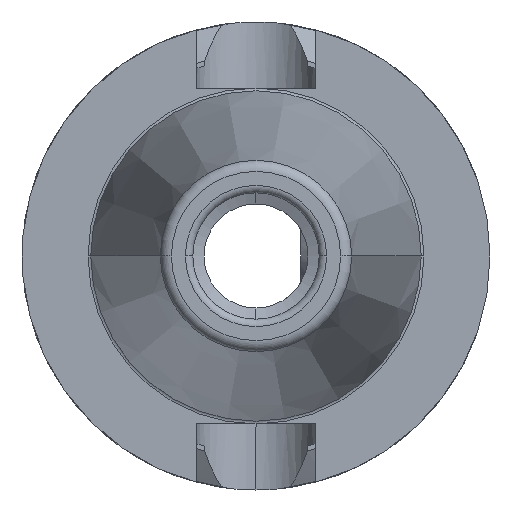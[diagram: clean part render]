
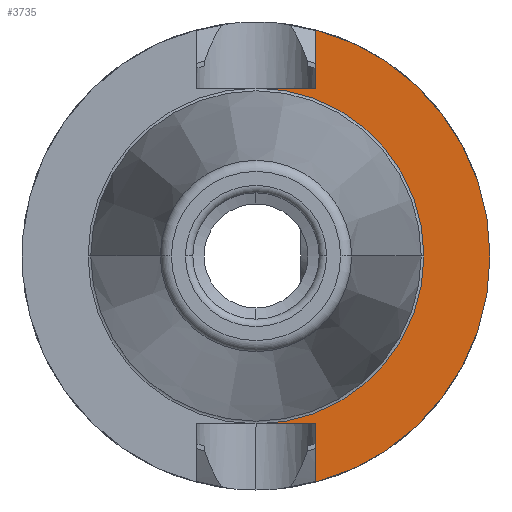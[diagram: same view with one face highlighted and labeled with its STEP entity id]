
A CAD part, left-side view. The second image highlights one B-rep face of the part: STEP entity #3735.
In plain terms, the highlighted planar face has unit normal (-1, 0, 0).
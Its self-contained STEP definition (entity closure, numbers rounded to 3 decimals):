
#66 = CIRCLE ( 'NONE', #1770, 22.6 ) ;
#156 = DIRECTION ( 'NONE',  ( -1., 0., 0. ) ) ;
#172 = DIRECTION ( 'NONE',  ( 0., -1., 0. ) ) ;
#263 = CARTESIAN_POINT ( 'NONE',  ( 67.4, 22.6, 0. ) ) ;
#459 = DIRECTION ( 'NONE',  ( 0., 0., 1. ) ) ;
#477 = DIRECTION ( 'NONE',  ( 0., -1., 0. ) ) ;
#487 = VECTOR ( 'NONE', #1152, 1000. ) ;
#492 = CIRCLE ( 'NONE', #2030, 22.6 ) ;
#495 = VECTOR ( 'NONE', #1137, 1000. ) ;
#506 = LINE ( 'NONE', #3746, #495 ) ;
#510 = VECTOR ( 'NONE', #459, 1000. ) ;
#516 = CIRCLE ( 'NONE', #2031, 31.5 ) ;
#518 = LINE ( 'NONE', #1842, #510 ) ;
#520 = LINE ( 'NONE', #4057, #535 ) ;
#529 = LINE ( 'NONE', #4363, #487 ) ;
#535 = VECTOR ( 'NONE', #477, 1000. ) ;
#627 = CARTESIAN_POINT ( 'NONE',  ( 67.4, -8.05, 22.6 ) ) ;
#644 = FACE_OUTER_BOUND ( 'NONE', #2865, .T. ) ;
#675 = CIRCLE ( 'NONE', #2076, 31.5 ) ;
#1137 = DIRECTION ( 'NONE',  ( 0., 0., -1. ) ) ;
#1152 = DIRECTION ( 'NONE',  ( 0., -1., 0. ) ) ;
#1302 = DIRECTION ( 'NONE',  ( -1., 0., 0. ) ) ;
#1576 = VERTEX_POINT ( 'NONE', #1979 ) ;
#1590 = VERTEX_POINT ( 'NONE', #2050 ) ;
#1703 = CARTESIAN_POINT ( 'NONE',  ( 67.4, 0., 0. ) ) ;
#1711 = AXIS2_PLACEMENT_3D ( 'NONE', #263, #2365, #3516 ) ;
#1770 = AXIS2_PLACEMENT_3D ( 'NONE', #1703, #4224, #2084 ) ;
#1842 = CARTESIAN_POINT ( 'NONE',  ( 67.4, -8.05, -42.6 ) ) ;
#1932 = CARTESIAN_POINT ( 'NONE',  ( 67.4, -31.5, 0. ) ) ;
#1979 = CARTESIAN_POINT ( 'NONE',  ( 67.4, -8.05, -22.6 ) ) ;
#2030 = AXIS2_PLACEMENT_3D ( 'NONE', #4382, #2267, #172 ) ;
#2031 = AXIS2_PLACEMENT_3D ( 'NONE', #2248, #156, #2617 ) ;
#2050 = CARTESIAN_POINT ( 'NONE',  ( 67.4, -8.05, 30.454 ) ) ;
#2076 = AXIS2_PLACEMENT_3D ( 'NONE', #3560, #1302, #3899 ) ;
#2084 = DIRECTION ( 'NONE',  ( 0., -1., 0. ) ) ;
#2248 = CARTESIAN_POINT ( 'NONE',  ( 67.4, 0., 0. ) ) ;
#2267 = DIRECTION ( 'NONE',  ( -1., 0., 0. ) ) ;
#2352 = CARTESIAN_POINT ( 'NONE',  ( 67.4, -8.05, -30.454 ) ) ;
#2365 = DIRECTION ( 'NONE',  ( 1., 0., 0. ) ) ;
#2573 = VERTEX_POINT ( 'NONE', #3137 ) ;
#2585 = CARTESIAN_POINT ( 'NONE',  ( 67.4, 0., -22.6 ) ) ;
#2617 = DIRECTION ( 'NONE',  ( 0., -1., 0. ) ) ;
#2698 = CARTESIAN_POINT ( 'NONE',  ( 67.4, -22.6, 0. ) ) ;
#2849 = ORIENTED_EDGE ( 'NONE', *, *, #3201, .T. ) ;
#2855 = VERTEX_POINT ( 'NONE', #2352 ) ;
#2862 = ORIENTED_EDGE ( 'NONE', *, *, #3206, .F. ) ;
#2865 = EDGE_LOOP ( 'NONE', ( #2849, #2862, #2874, #2891, #2899, #2912, #2939, #2950 ) ) ;
#2874 = ORIENTED_EDGE ( 'NONE', *, *, #3075, .T. ) ;
#2891 = ORIENTED_EDGE ( 'NONE', *, *, #3212, .T. ) ;
#2899 = ORIENTED_EDGE ( 'NONE', *, *, #3213, .T. ) ;
#2912 = ORIENTED_EDGE ( 'NONE', *, *, #3220, .F. ) ;
#2922 = VERTEX_POINT ( 'NONE', #1932 ) ;
#2928 = VERTEX_POINT ( 'NONE', #2698 ) ;
#2939 = ORIENTED_EDGE ( 'NONE', *, *, #3225, .F. ) ;
#2950 = ORIENTED_EDGE ( 'NONE', *, *, #3611, .F. ) ;
#2977 = VERTEX_POINT ( 'NONE', #627 ) ;
#3075 = EDGE_CURVE ( 'NONE', #2855, #2922, #675, .T. ) ;
#3130 = PLANE ( 'NONE',  #1711 ) ;
#3137 = CARTESIAN_POINT ( 'NONE',  ( 67.4, 0., 22.6 ) ) ;
#3190 = VERTEX_POINT ( 'NONE', #2585 ) ;
#3201 = EDGE_CURVE ( 'NONE', #3190, #1576, #520, .T. ) ;
#3206 = EDGE_CURVE ( 'NONE', #2855, #1576, #518, .T. ) ;
#3212 = EDGE_CURVE ( 'NONE', #2922, #1590, #516, .T. ) ;
#3213 = EDGE_CURVE ( 'NONE', #1590, #2977, #506, .T. ) ;
#3220 = EDGE_CURVE ( 'NONE', #2573, #2977, #529, .T. ) ;
#3225 = EDGE_CURVE ( 'NONE', #2928, #2573, #492, .T. ) ;
#3516 = DIRECTION ( 'NONE',  ( 0., 1., 0. ) ) ;
#3560 = CARTESIAN_POINT ( 'NONE',  ( 67.4, 0., 0. ) ) ;
#3611 = EDGE_CURVE ( 'NONE', #3190, #2928, #66, .T. ) ;
#3735 = ADVANCED_FACE ( 'NONE', ( #644 ), #3130, .F. ) ;
#3746 = CARTESIAN_POINT ( 'NONE',  ( 67.4, -8.05, 42.6 ) ) ;
#3899 = DIRECTION ( 'NONE',  ( 0., -1., 0. ) ) ;
#4057 = CARTESIAN_POINT ( 'NONE',  ( 67.4, 8.05, -22.6 ) ) ;
#4224 = DIRECTION ( 'NONE',  ( -1., 0., 0. ) ) ;
#4363 = CARTESIAN_POINT ( 'NONE',  ( 67.4, 8.05, 22.6 ) ) ;
#4382 = CARTESIAN_POINT ( 'NONE',  ( 67.4, 0., 0. ) ) ;
